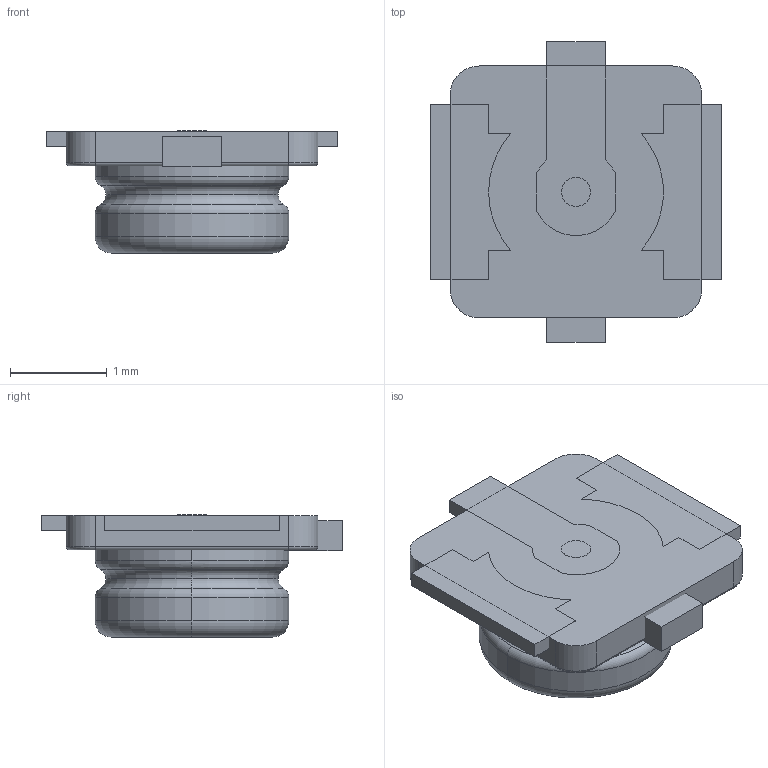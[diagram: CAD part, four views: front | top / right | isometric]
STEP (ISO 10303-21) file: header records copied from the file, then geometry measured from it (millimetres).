
FILE_DESCRIPTION (( 'STEP AP214' ), '1' );
FILE_NAME ('SW3dPS-U.FL-R-SMT-1.STEP', '2009-06-05T21:15:51', ( 'sysAdmin' ), ( 'SolidWorks' ), 'SwSTEP 2.0', 'SolidWorks 2009', '' );
FILE_SCHEMA (( 'AUTOMOTIVE_DESIGN' ));
Length unit declared in the file: millimetre
Products named in the file (1): SW3dPS-U.FL-R-SMT-1
Bounding box: 3 x 3.1 x 1.26 mm (x, y, z)
Volume: 3.9 mm3; surface area: 45.9 mm2
Topology: 7 solids, 7 shells, 96 faces, 207 edges, 126 vertices
Faces by surface type: plane 41, torus 30, cylinder 25
Entity records: 3755 total; most frequent: DIRECTION 505, CARTESIAN_POINT 430, ORIENTED_EDGE 414, EDGE_CURVE 207, AXIS2_PLACEMENT_3D 201, VERTEX_POINT 126, UNCERTAINTY_MEASURE_WITH_UNIT 105, MECHANICAL_DESIGN_GEOMETRIC_PRESENTATION_REPRESENTATION 104
